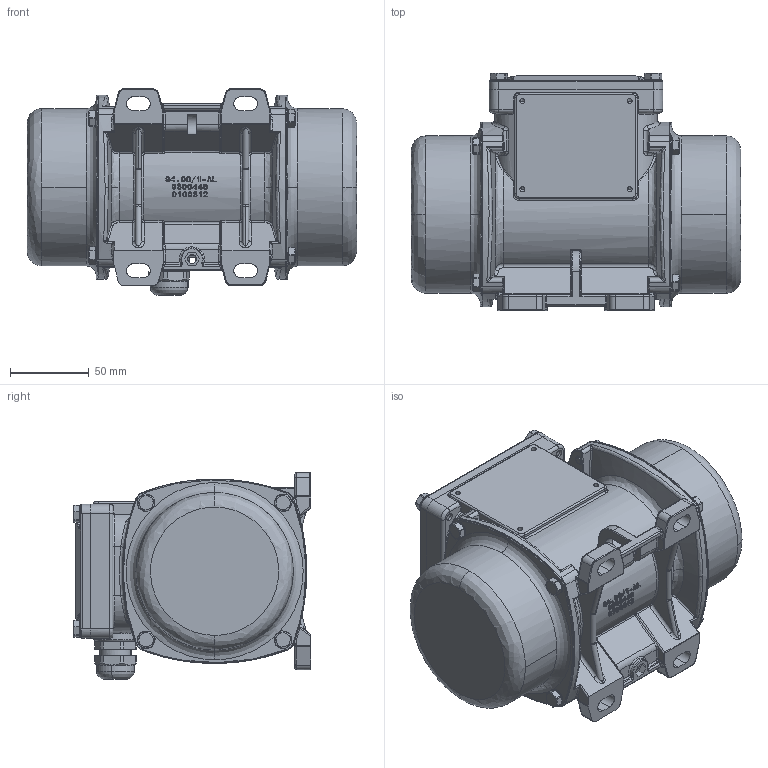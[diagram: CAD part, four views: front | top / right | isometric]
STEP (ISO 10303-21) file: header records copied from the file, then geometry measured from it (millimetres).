
FILE_DESCRIPTION (( 'STEP AP203' ), '1' );
FILE_NAME ('NES 2530 #03019000.STEP', '2019-01-15T09:12:24', ( '' ), ( '' ), 'SwSTEP 2.0', 'SolidWorks 2015', '' );
FILE_SCHEMA (( 'CONFIG_CONTROL_DESIGN' ));
Products named in the file (1): NES 2530 #03019000
Bounding box: 209 x 150.7 x 131 mm (x, y, z)
Volume: 545016.7 mm3; surface area: 296496.2 mm2
Topology: 30 solids, 30 shells, 3813 faces, 10224 edges, 6509 vertices
Faces by surface type: plane 1854, bspline 1071, cylinder 888
Entity records: 288633 total; most frequent: CARTESIAN_POINT 206237, ORIENTED_EDGE 20320, DIRECTION 11236, EDGE_CURVE 10160, VERTEX_POINT 6509, VECTOR 5188, LINE 5188, B_SPLINE_CURVE_WITH_KNOTS 4691
